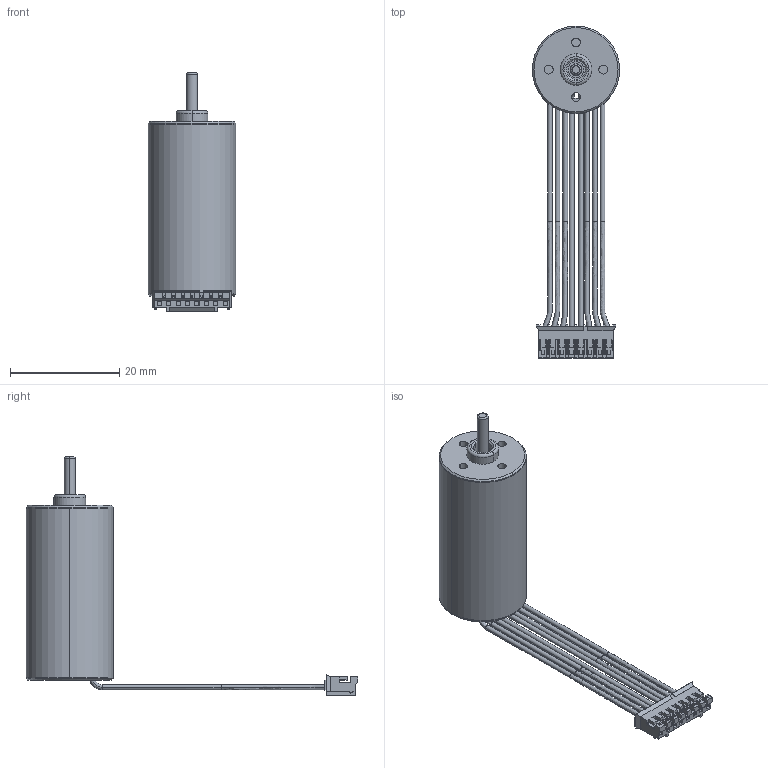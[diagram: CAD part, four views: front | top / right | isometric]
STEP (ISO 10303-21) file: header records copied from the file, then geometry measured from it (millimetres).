
FILE_DESCRIPTION (( 'STEP AP214' ), '1' );
FILE_NAME ('BL1632.STEP', '2025-12-01T07:54:44', ( 'Windows 蚚誧' ), ( 'Organization' ), 'SwSTEP 2.0', 'SolidWorks 2024', '' );
FILE_SCHEMA (( 'AUTOMOTIVE_DESIGN' ));
Length unit declared in the file: millimetre
Products named in the file (1): BL1632
Bounding box: 16 x 60.79 x 43.65 mm (x, y, z)
Volume: 2390.6 mm3; surface area: 7206.2 mm2
Topology: 7 solids, 7 shells, 1066 faces, 3186 edges, 2068 vertices
Faces by surface type: plane 890, cylinder 101, bspline 35, torus 22, cone 18
Entity records: 40345 total; most frequent: CARTESIAN_POINT 11476, ORIENTED_EDGE 6372, DIRECTION 5417, EDGE_CURVE 3186, LINE 2833, VECTOR 2833, VERTEX_POINT 2068, AXIS2_PLACEMENT_3D 1292
